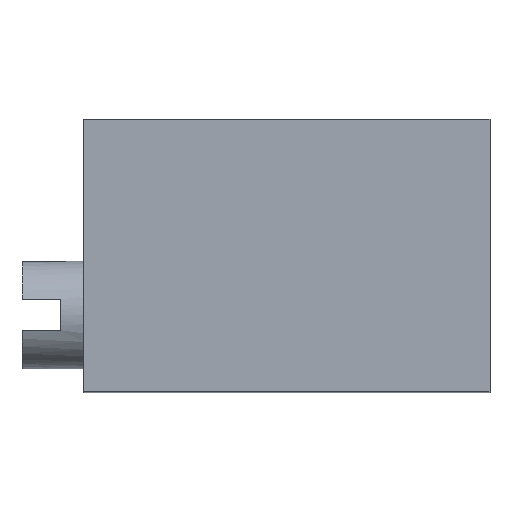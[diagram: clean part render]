
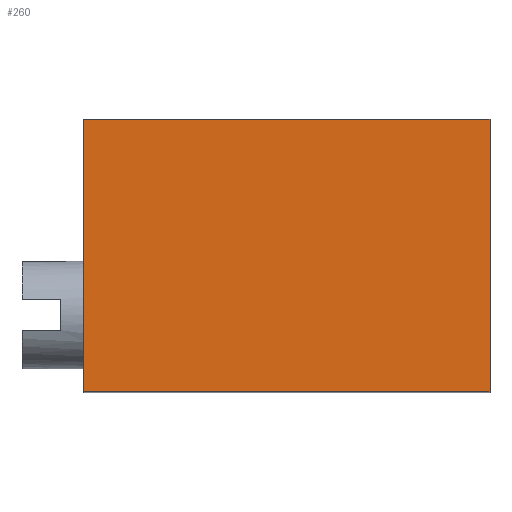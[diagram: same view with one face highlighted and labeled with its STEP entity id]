
A CAD part, top view. The second image highlights one B-rep face of the part: STEP entity #260.
In plain terms, the highlighted planar face has unit normal (0, 0, 1).
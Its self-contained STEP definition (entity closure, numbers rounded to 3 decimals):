
#13=DIRECTION('',(0.,0.,1.));
#36=DIRECTION('',(1.,0.,0.));
#59=VECTOR('',#60,1.);
#60=DIRECTION('',(0.,1.,0.));
#67=VECTOR('',#36,1.);
#120=VERTEX_POINT('',#121);
#121=CARTESIAN_POINT('',(-5.895,2.25,7.24));
#124=EDGE_CURVE('',#120,#125,#127,.T.);
#125=VERTEX_POINT('',#126);
#126=CARTESIAN_POINT('',(0.815,2.25,7.24));
#127=LINE('',#121,#67);
#160=VERTEX_POINT('',#161);
#161=CARTESIAN_POINT('',(0.815,-2.25,7.24));
#164=EDGE_CURVE('',#165,#160,#167,.T.);
#165=VERTEX_POINT('',#166);
#166=CARTESIAN_POINT('',(-5.895,-2.25,7.24));
#167=LINE('',#166,#67);
#242=EDGE_CURVE('',#165,#120,#243,.T.);
#243=LINE('',#166,#59);
#260=ADVANCED_FACE('',(#261),#269,.T.);
#261=FACE_BOUND('',#262,.T.);
#262=EDGE_LOOP('',(#263,#264,#265,#268));
#263=ORIENTED_EDGE('',*,*,#242,.F.);
#264=ORIENTED_EDGE('',*,*,#164,.T.);
#265=ORIENTED_EDGE('',*,*,#266,.T.);
#266=EDGE_CURVE('',#160,#125,#267,.T.);
#267=LINE('',#161,#59);
#268=ORIENTED_EDGE('',*,*,#124,.F.);
#269=PLANE('',#270);
#270=AXIS2_PLACEMENT_3D('',#166,#13,#36);
